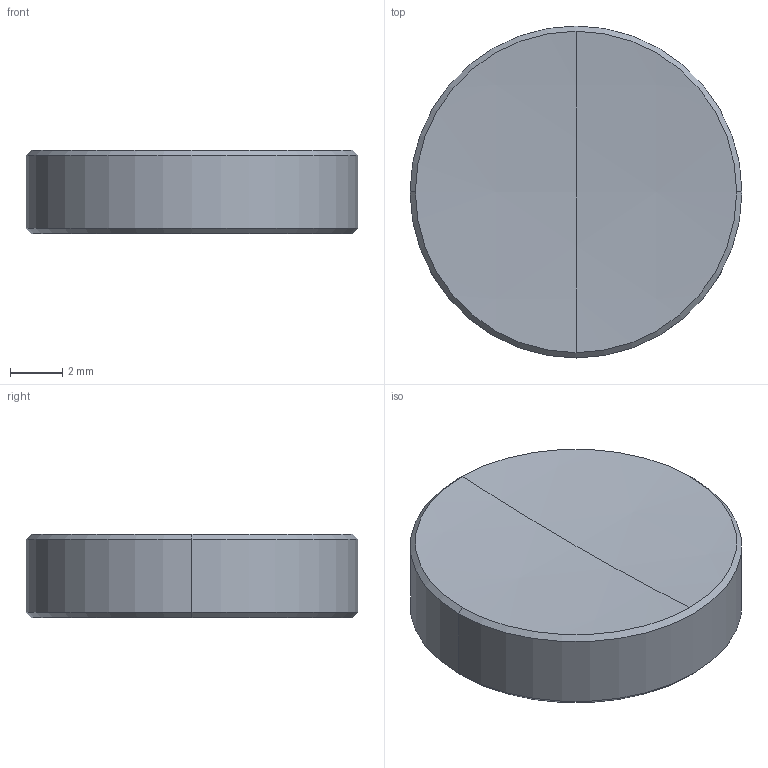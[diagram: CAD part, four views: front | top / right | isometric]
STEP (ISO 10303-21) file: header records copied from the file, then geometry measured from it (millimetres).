
FILE_DESCRIPTION (( 'STEP AP214' ), '1' );
FILE_NAME ('22193-E0W.STEP', '2011-04-13T15:49:51', ( 'Admin' ), ( 'Thorlabs, Inc.' ), 'SwSTEP 2.0', 'SolidWorks 2011', '' );
FILE_SCHEMA (( 'AUTOMOTIVE_DESIGN' ));
Length unit declared in the file: inch
Products named in the file (1): 22193-E0W
Bounding box: 12.7 x 12.7 x 3.19 mm (x, y, z)
Volume: 391.2 mm3; surface area: 371.5 mm2
Topology: 1 solids, 1 shells, 263 faces, 693 edges, 461 vertices
Faces by surface type: plane 148, bspline 107, cone 4, sphere 2, cylinder 2
Entity records: 17580 total; most frequent: CARTESIAN_POINT 8333, ORIENTED_EDGE 1386, DIRECTION 805, EDGE_CURVE 693, LINE 467, VECTOR 467, VERTEX_POINT 461, EDGE_LOOP 292
